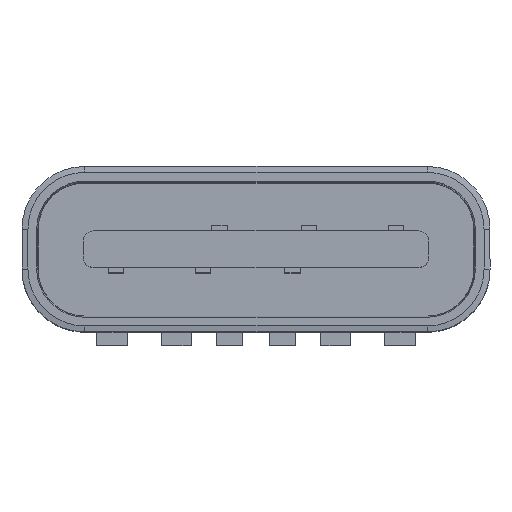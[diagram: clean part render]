
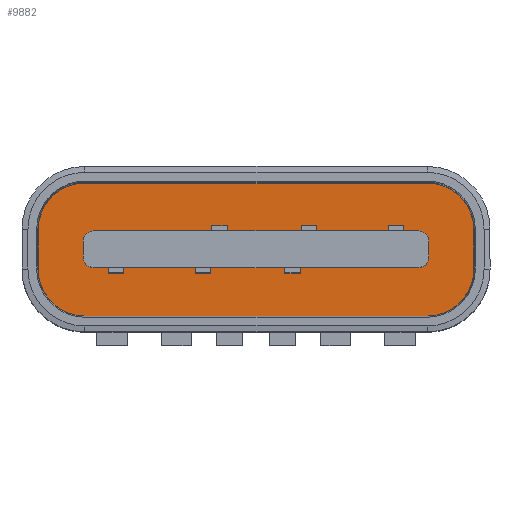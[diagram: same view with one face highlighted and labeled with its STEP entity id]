
A CAD part, top view. The second image highlights one B-rep face of the part: STEP entity #9882.
In plain terms, the highlighted planar face has unit normal (0, 0, 1).
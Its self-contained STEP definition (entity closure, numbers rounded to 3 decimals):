
#37 = CIRCLE ( 'NONE', #2448, 0.2 ) ;
#152 = ORIENTED_EDGE ( 'NONE', *, *, #13501, .F. ) ;
#270 = DIRECTION ( 'NONE',  ( 0., 0., -1. ) ) ;
#355 = AXIS2_PLACEMENT_3D ( 'NONE', #1493, #11445, #14784 ) ;
#568 = DIRECTION ( 'NONE',  ( 1., 0., 0. ) ) ;
#582 = CARTESIAN_POINT ( 'NONE',  ( 4.16, 0.45, 0.529 ) ) ;
#721 = VERTEX_POINT ( 'NONE', #582 ) ;
#922 = CARTESIAN_POINT ( 'NONE',  ( -3.27, 0.431, 0.529 ) ) ;
#1030 = CIRCLE ( 'NONE', #3441, 0.89 ) ;
#1250 = VERTEX_POINT ( 'NONE', #2803 ) ;
#1333 = CARTESIAN_POINT ( 'NONE',  ( -3.1, -0.299, 0.529 ) ) ;
#1417 = ORIENTED_EDGE ( 'NONE', *, *, #9490, .F. ) ;
#1473 = VERTEX_POINT ( 'NONE', #4299 ) ;
#1493 = CARTESIAN_POINT ( 'NONE',  ( 3.1, 0.201, 0.529 ) ) ;
#1782 = LINE ( 'NONE', #19914, #16563 ) ;
#2265 = DIRECTION ( 'NONE',  ( 0., 1., 0. ) ) ;
#2310 = EDGE_CURVE ( 'NONE', #1250, #12237, #15381, .T. ) ;
#2448 = AXIS2_PLACEMENT_3D ( 'NONE', #11234, #21411, #9587 ) ;
#2560 = CARTESIAN_POINT ( 'NONE',  ( 3.1, -0.299, 0.529 ) ) ;
#2590 = EDGE_CURVE ( 'NONE', #2649, #7685, #11437, .T. ) ;
#2649 = VERTEX_POINT ( 'NONE', #7795 ) ;
#2722 = ORIENTED_EDGE ( 'NONE', *, *, #12867, .F. ) ;
#2803 = CARTESIAN_POINT ( 'NONE',  ( -3.27, 1.321, 0.529 ) ) ;
#2984 = DIRECTION ( 'NONE',  ( 0., -1., 0. ) ) ;
#3383 = EDGE_CURVE ( 'NONE', #1473, #1250, #5836, .T. ) ;
#3441 = AXIS2_PLACEMENT_3D ( 'NONE', #17577, #21283, #12919 ) ;
#3714 = DIRECTION ( 'NONE',  ( 0., 1., 0. ) ) ;
#3727 = VERTEX_POINT ( 'NONE', #2560 ) ;
#3735 = CARTESIAN_POINT ( 'NONE',  ( 3.27, -0.329, 0.529 ) ) ;
#3997 = LINE ( 'NONE', #15768, #19444 ) ;
#4180 = VERTEX_POINT ( 'NONE', #18074 ) ;
#4187 = DIRECTION ( 'NONE',  ( 0., 1., 0. ) ) ;
#4281 = DIRECTION ( 'NONE',  ( 0., -1., 0. ) ) ;
#4295 = CIRCLE ( 'NONE', #19270, 0.2 ) ;
#4299 = CARTESIAN_POINT ( 'NONE',  ( -4.16, 0.45, 0.529 ) ) ;
#4430 = FACE_OUTER_BOUND ( 'NONE', #5234, .T. ) ;
#4473 = ORIENTED_EDGE ( 'NONE', *, *, #2310, .F. ) ;
#4858 = DIRECTION ( 'NONE',  ( 0., 1., 0. ) ) ;
#5234 = EDGE_LOOP ( 'NONE', ( #18096, #18035, #2722, #5381, #14675, #13721, #12392, #4473 ) ) ;
#5381 = ORIENTED_EDGE ( 'NONE', *, *, #20184, .F. ) ;
#5659 = VERTEX_POINT ( 'NONE', #12042 ) ;
#5720 = LINE ( 'NONE', #6155, #12703 ) ;
#5836 = CIRCLE ( 'NONE', #12466, 0.89 ) ;
#5907 = DIRECTION ( 'NONE',  ( 0., 0., -1. ) ) ;
#5979 = ORIENTED_EDGE ( 'NONE', *, *, #9255, .F. ) ;
#6055 = DIRECTION ( 'NONE',  ( -1., 0., 0. ) ) ;
#6155 = CARTESIAN_POINT ( 'NONE',  ( -3.1, 0.401, 0.529 ) ) ;
#6396 = ORIENTED_EDGE ( 'NONE', *, *, #15227, .F. ) ;
#6458 = EDGE_CURVE ( 'NONE', #4180, #20492, #19649, .T. ) ;
#7133 = EDGE_LOOP ( 'NONE', ( #5979, #1417, #19673, #12099, #6396, #15709, #152, #9624 ) ) ;
#7262 = CARTESIAN_POINT ( 'NONE',  ( -3.27, 0.431, 0.529 ) ) ;
#7376 = LINE ( 'NONE', #12155, #18417 ) ;
#7685 = VERTEX_POINT ( 'NONE', #17915 ) ;
#7731 = DIRECTION ( 'NONE',  ( 0., 0., -1. ) ) ;
#7795 = CARTESIAN_POINT ( 'NONE',  ( 3.3, -0.099, 0.529 ) ) ;
#8136 = LINE ( 'NONE', #1333, #9517 ) ;
#8559 = EDGE_CURVE ( 'NONE', #13574, #14799, #18912, .T. ) ;
#8767 = CARTESIAN_POINT ( 'NONE',  ( -4.16, 0.45, 0.529 ) ) ;
#9255 = EDGE_CURVE ( 'NONE', #3727, #2649, #37, .T. ) ;
#9490 = EDGE_CURVE ( 'NONE', #14799, #3727, #8136, .T. ) ;
#9517 = VECTOR ( 'NONE', #18228, 1000. ) ;
#9587 = DIRECTION ( 'NONE',  ( 0., -1., 0. ) ) ;
#9624 = ORIENTED_EDGE ( 'NONE', *, *, #2590, .F. ) ;
#9661 = CARTESIAN_POINT ( 'NONE',  ( -3.1, 0.201, 0.529 ) ) ;
#9803 = AXIS2_PLACEMENT_3D ( 'NONE', #12808, #5907, #19539 ) ;
#9882 = ADVANCED_FACE ( 'NONE', ( #4430, #11228 ), #15855, .F. ) ;
#10267 = AXIS2_PLACEMENT_3D ( 'NONE', #3735, #270, #20028 ) ;
#10536 = VERTEX_POINT ( 'NONE', #15984 ) ;
#11228 = FACE_BOUND ( 'NONE', #7133, .T. ) ;
#11234 = CARTESIAN_POINT ( 'NONE',  ( 3.1, -0.099, 0.529 ) ) ;
#11437 = LINE ( 'NONE', #18027, #17416 ) ;
#11445 = DIRECTION ( 'NONE',  ( 0., 0., 1. ) ) ;
#11844 = CARTESIAN_POINT ( 'NONE',  ( -3.3, -0.099, 0.529 ) ) ;
#12042 = CARTESIAN_POINT ( 'NONE',  ( 3.1, 0.401, 0.529 ) ) ;
#12051 = DIRECTION ( 'NONE',  ( 0., 0., -1. ) ) ;
#12099 = ORIENTED_EDGE ( 'NONE', *, *, #19579, .F. ) ;
#12155 = CARTESIAN_POINT ( 'NONE',  ( 3.27, -1.219, 0.529 ) ) ;
#12237 = VERTEX_POINT ( 'NONE', #16542 ) ;
#12392 = ORIENTED_EDGE ( 'NONE', *, *, #20221, .F. ) ;
#12394 = DIRECTION ( 'NONE',  ( 0., -1., 0. ) ) ;
#12428 = DIRECTION ( 'NONE',  ( 0., -1., 0. ) ) ;
#12466 = AXIS2_PLACEMENT_3D ( 'NONE', #7262, #12051, #3714 ) ;
#12703 = VECTOR ( 'NONE', #6055, 1000. ) ;
#12808 = CARTESIAN_POINT ( 'NONE',  ( -3.27, -0.329, 0.529 ) ) ;
#12867 = EDGE_CURVE ( 'NONE', #10536, #13875, #15301, .T. ) ;
#12919 = DIRECTION ( 'NONE',  ( 0., 1., 0. ) ) ;
#13126 = VERTEX_POINT ( 'NONE', #16785 ) ;
#13501 = EDGE_CURVE ( 'NONE', #7685, #5659, #15299, .T. ) ;
#13574 = VERTEX_POINT ( 'NONE', #11844 ) ;
#13721 = ORIENTED_EDGE ( 'NONE', *, *, #18083, .F. ) ;
#13875 = VERTEX_POINT ( 'NONE', #17748 ) ;
#13990 = VECTOR ( 'NONE', #568, 1000. ) ;
#14675 = ORIENTED_EDGE ( 'NONE', *, *, #6458, .F. ) ;
#14784 = DIRECTION ( 'NONE',  ( 0., 1., 0. ) ) ;
#14799 = VERTEX_POINT ( 'NONE', #18644 ) ;
#15227 = EDGE_CURVE ( 'NONE', #13126, #19919, #4295, .T. ) ;
#15299 = CIRCLE ( 'NONE', #355, 0.2 ) ;
#15301 = CIRCLE ( 'NONE', #9803, 0.89 ) ;
#15381 = LINE ( 'NONE', #15488, #13990 ) ;
#15488 = CARTESIAN_POINT ( 'NONE',  ( 3.27, 1.321, 0.529 ) ) ;
#15709 = ORIENTED_EDGE ( 'NONE', *, *, #16909, .F. ) ;
#15744 = CARTESIAN_POINT ( 'NONE',  ( -3.3, 0.201, 0.529 ) ) ;
#15768 = CARTESIAN_POINT ( 'NONE',  ( -3.3, 0.201, 0.529 ) ) ;
#15855 = PLANE ( 'NONE',  #17799 ) ;
#15984 = CARTESIAN_POINT ( 'NONE',  ( -3.27, -1.219, 0.529 ) ) ;
#16031 = DIRECTION ( 'NONE',  ( 0., 0., 1. ) ) ;
#16141 = CARTESIAN_POINT ( 'NONE',  ( 3.27, -1.219, 0.529 ) ) ;
#16542 = CARTESIAN_POINT ( 'NONE',  ( 3.27, 1.321, 0.529 ) ) ;
#16563 = VECTOR ( 'NONE', #12394, 1000. ) ;
#16785 = CARTESIAN_POINT ( 'NONE',  ( -3.1, 0.401, 0.529 ) ) ;
#16909 = EDGE_CURVE ( 'NONE', #5659, #13126, #5720, .T. ) ;
#17326 = LINE ( 'NONE', #8767, #21230 ) ;
#17416 = VECTOR ( 'NONE', #4858, 1000. ) ;
#17577 = CARTESIAN_POINT ( 'NONE',  ( 3.27, 0.431, 0.529 ) ) ;
#17748 = CARTESIAN_POINT ( 'NONE',  ( -4.16, -0.329, 0.529 ) ) ;
#17799 = AXIS2_PLACEMENT_3D ( 'NONE', #922, #7731, #4187 ) ;
#17915 = CARTESIAN_POINT ( 'NONE',  ( 3.3, 0.201, 0.529 ) ) ;
#17919 = CARTESIAN_POINT ( 'NONE',  ( -3.1, -0.099, 0.529 ) ) ;
#18027 = CARTESIAN_POINT ( 'NONE',  ( 3.3, 0.201, 0.529 ) ) ;
#18035 = ORIENTED_EDGE ( 'NONE', *, *, #20368, .F. ) ;
#18074 = CARTESIAN_POINT ( 'NONE',  ( 4.16, -0.329, 0.529 ) ) ;
#18083 = EDGE_CURVE ( 'NONE', #721, #4180, #1782, .T. ) ;
#18096 = ORIENTED_EDGE ( 'NONE', *, *, #3383, .F. ) ;
#18228 = DIRECTION ( 'NONE',  ( 1., 0., 0. ) ) ;
#18417 = VECTOR ( 'NONE', #18772, 1000. ) ;
#18644 = CARTESIAN_POINT ( 'NONE',  ( -3.1, -0.299, 0.529 ) ) ;
#18772 = DIRECTION ( 'NONE',  ( -1., 0., 0. ) ) ;
#18912 = CIRCLE ( 'NONE', #21351, 0.2 ) ;
#19270 = AXIS2_PLACEMENT_3D ( 'NONE', #9661, #16031, #4281 ) ;
#19444 = VECTOR ( 'NONE', #12428, 1000. ) ;
#19463 = DIRECTION ( 'NONE',  ( 0., 0., 1. ) ) ;
#19539 = DIRECTION ( 'NONE',  ( 0., 1., 0. ) ) ;
#19579 = EDGE_CURVE ( 'NONE', #19919, #13574, #3997, .T. ) ;
#19649 = CIRCLE ( 'NONE', #10267, 0.89 ) ;
#19673 = ORIENTED_EDGE ( 'NONE', *, *, #8559, .F. ) ;
#19914 = CARTESIAN_POINT ( 'NONE',  ( 4.16, 0.45, 0.529 ) ) ;
#19919 = VERTEX_POINT ( 'NONE', #15744 ) ;
#20028 = DIRECTION ( 'NONE',  ( 0., 1., 0. ) ) ;
#20184 = EDGE_CURVE ( 'NONE', #20492, #10536, #7376, .T. ) ;
#20221 = EDGE_CURVE ( 'NONE', #12237, #721, #1030, .T. ) ;
#20368 = EDGE_CURVE ( 'NONE', #13875, #1473, #17326, .T. ) ;
#20492 = VERTEX_POINT ( 'NONE', #16141 ) ;
#21230 = VECTOR ( 'NONE', #2265, 1000. ) ;
#21283 = DIRECTION ( 'NONE',  ( 0., 0., -1. ) ) ;
#21351 = AXIS2_PLACEMENT_3D ( 'NONE', #17919, #19463, #2984 ) ;
#21411 = DIRECTION ( 'NONE',  ( 0., 0., 1. ) ) ;
